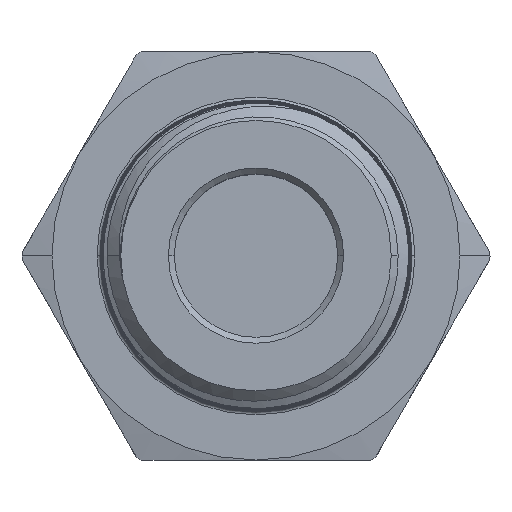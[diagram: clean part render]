
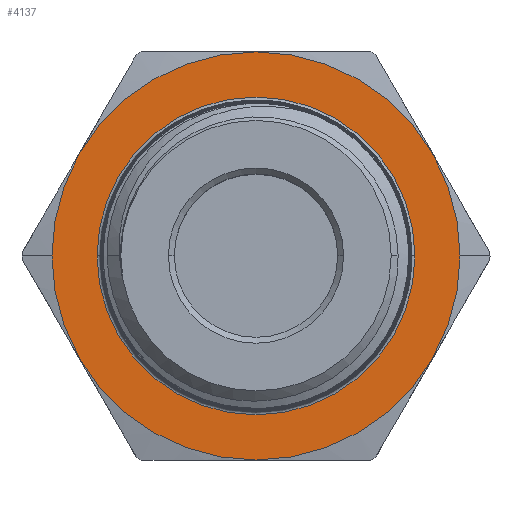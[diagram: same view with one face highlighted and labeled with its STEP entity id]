
A CAD part, top view. The second image highlights one B-rep face of the part: STEP entity #4137.
In plain terms, the highlighted planar face has unit normal (0, 0, 1).
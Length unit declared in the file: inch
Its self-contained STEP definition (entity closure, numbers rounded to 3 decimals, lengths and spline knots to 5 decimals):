
#248 = DIRECTION ( 'NONE',  ( 0., 0., 1. ) ) ;
#249 = CARTESIAN_POINT ( 'NONE',  ( -0.39693, -0.6875, 0.19 ) ) ;
#251 = PLANE ( 'NONE',  #4737 ) ;
#253 = DIRECTION ( 'NONE',  ( 1., 0., 0. ) ) ;
#325 = CARTESIAN_POINT ( 'NONE',  ( 0.535, 0., 0.19 ) ) ;
#336 = CARTESIAN_POINT ( 'NONE',  ( -0.535, 0., 0.19 ) ) ;
#647 = AXIS2_PLACEMENT_3D ( 'NONE', #5093, #5094, #5095 ) ;
#1795 = ORIENTED_EDGE ( 'NONE', *, *, #4053, .F. ) ;
#1796 = ORIENTED_EDGE ( 'NONE', *, *, #4019, .F. ) ;
#1797 = ORIENTED_EDGE ( 'NONE', *, *, #4039, .T. ) ;
#1798 = ORIENTED_EDGE ( 'NONE', *, *, #6227, .T. ) ;
#1969 = VERTEX_POINT ( 'NONE', #2032 ) ;
#1976 = VERTEX_POINT ( 'NONE', #2025 ) ;
#2025 = CARTESIAN_POINT ( 'NONE',  ( 0.68711, 0., 0.19 ) ) ;
#2032 = CARTESIAN_POINT ( 'NONE',  ( -0.68711, 0., 0.19 ) ) ;
#2214 = FACE_BOUND ( 'NONE', #4302, .T. ) ;
#2219 = FACE_OUTER_BOUND ( 'NONE', #4333, .T. ) ;
#2277 = CIRCLE ( 'NONE', #647, 0.535 ) ;
#3396 = CARTESIAN_POINT ( 'NONE',  ( 0., 0., 0.19 ) ) ;
#3397 = DIRECTION ( 'NONE',  ( 0., 0., -1. ) ) ;
#3398 = DIRECTION ( 'NONE',  ( 1., 0., 0. ) ) ;
#3471 = CARTESIAN_POINT ( 'NONE',  ( 0., 0., 0.19 ) ) ;
#3472 = DIRECTION ( 'NONE',  ( 0., 0., -1. ) ) ;
#3473 = DIRECTION ( 'NONE',  ( -1., 0., 0. ) ) ;
#4019 = EDGE_CURVE ( 'NONE', #1976, #1969, #6371, .T. ) ;
#4039 = EDGE_CURVE ( 'NONE', #4233, #4232, #6401, .T. ) ;
#4053 = EDGE_CURVE ( 'NONE', #1969, #1976, #6414, .T. ) ;
#4137 = ADVANCED_FACE ( 'NONE', ( #2219, #2214 ), #251, .T. ) ;
#4232 = VERTEX_POINT ( 'NONE', #336 ) ;
#4233 = VERTEX_POINT ( 'NONE', #325 ) ;
#4302 = EDGE_LOOP ( 'NONE', ( #1797, #1798 ) ) ;
#4333 = EDGE_LOOP ( 'NONE', ( #1795, #1796 ) ) ;
#4661 = AXIS2_PLACEMENT_3D ( 'NONE', #3396, #3397, #3398 ) ;
#4670 = AXIS2_PLACEMENT_3D ( 'NONE', #3471, #3472, #3473 ) ;
#4737 = AXIS2_PLACEMENT_3D ( 'NONE', #249, #248, #253 ) ;
#4850 = CARTESIAN_POINT ( 'NONE',  ( 0., 0., 0.19 ) ) ;
#4851 = DIRECTION ( 'NONE',  ( 0., 0., -1. ) ) ;
#4852 = DIRECTION ( 'NONE',  ( -1., 0., 0. ) ) ;
#5093 = CARTESIAN_POINT ( 'NONE',  ( 0., 0., 0.19 ) ) ;
#5094 = DIRECTION ( 'NONE',  ( 0., 0., -1. ) ) ;
#5095 = DIRECTION ( 'NONE',  ( 1., 0., 0. ) ) ;
#6227 = EDGE_CURVE ( 'NONE', #4232, #4233, #2277, .T. ) ;
#6321 = AXIS2_PLACEMENT_3D ( 'NONE', #4850, #4851, #4852 ) ;
#6371 = CIRCLE ( 'NONE', #6321, 0.68711 ) ;
#6401 = CIRCLE ( 'NONE', #4661, 0.535 ) ;
#6414 = CIRCLE ( 'NONE', #4670, 0.68711 ) ;
